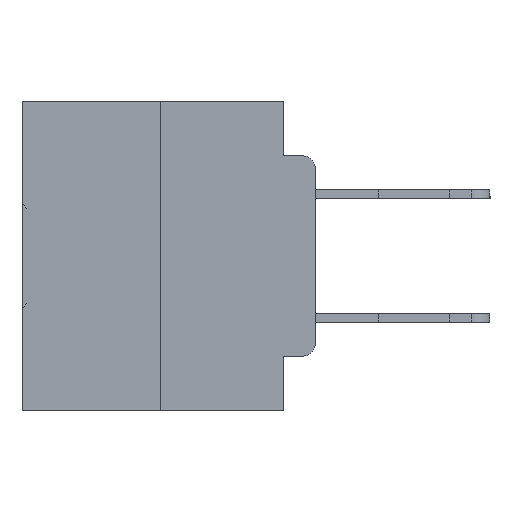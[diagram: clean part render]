
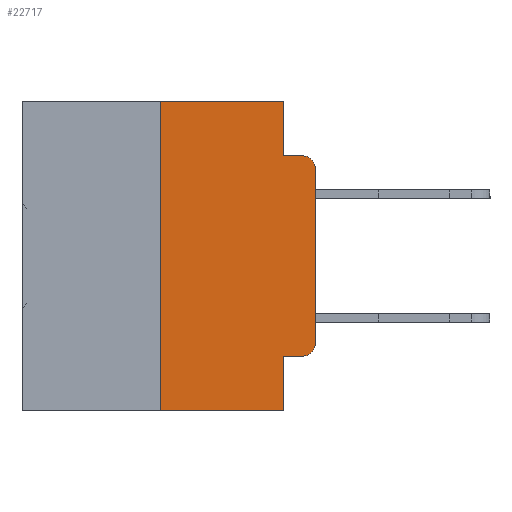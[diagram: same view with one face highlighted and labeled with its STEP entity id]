
A CAD part, left-side view. The second image highlights one B-rep face of the part: STEP entity #22717.
In plain terms, the highlighted planar face has unit normal (-1, 0, 0).
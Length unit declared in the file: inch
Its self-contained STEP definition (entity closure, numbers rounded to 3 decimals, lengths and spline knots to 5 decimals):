
#322 = LINE ( 'NONE', #27699, #20997 ) ;
#1080 = DIRECTION ( 'NONE',  ( 0., 0., -1. ) ) ;
#1128 = DIRECTION ( 'NONE',  ( -1., 0., 0. ) ) ;
#1266 = CARTESIAN_POINT ( 'NONE',  ( 0., 0.02, -0.3915 ) ) ;
#1452 = CARTESIAN_POINT ( 'NONE',  ( 0., 0.02, -0.1085 ) ) ;
#1598 = VECTOR ( 'NONE', #2074, 39.37008 ) ;
#2074 = DIRECTION ( 'NONE',  ( 0., -1., 0. ) ) ;
#2180 = VERTEX_POINT ( 'NONE', #20500 ) ;
#2414 = VERTEX_POINT ( 'NONE', #9521 ) ;
#2969 = AXIS2_PLACEMENT_3D ( 'NONE', #1452, #20307, #4225 ) ;
#3139 = EDGE_CURVE ( 'NONE', #20600, #15931, #6370, .T. ) ;
#3202 = CARTESIAN_POINT ( 'NONE',  ( 0., 0.02, -0.4115 ) ) ;
#4213 = EDGE_CURVE ( 'NONE', #16163, #5027, #9242, .T. ) ;
#4225 = DIRECTION ( 'NONE',  ( 0., 0., -1. ) ) ;
#4351 = VECTOR ( 'NONE', #8557, 39.37008 ) ;
#5027 = VERTEX_POINT ( 'NONE', #33634 ) ;
#5156 = ORIENTED_EDGE ( 'NONE', *, *, #25483, .T. ) ;
#5181 = CARTESIAN_POINT ( 'NONE',  ( 0., 0.051, 0. ) ) ;
#5857 = CARTESIAN_POINT ( 'NONE',  ( 0., 0.051, 0. ) ) ;
#6052 = ORIENTED_EDGE ( 'NONE', *, *, #31072, .T. ) ;
#6314 = DIRECTION ( 'NONE',  ( 1., 0., 0. ) ) ;
#6370 = LINE ( 'NONE', #27679, #18956 ) ;
#7027 = LINE ( 'NONE', #10198, #20406 ) ;
#7294 = CARTESIAN_POINT ( 'NONE',  ( 0., 0., -0.1085 ) ) ;
#7430 = VECTOR ( 'NONE', #33688, 39.37008 ) ;
#7537 = CARTESIAN_POINT ( 'NONE',  ( 0., 0.051, 0. ) ) ;
#8250 = LINE ( 'NONE', #17883, #7430 ) ;
#8546 = VECTOR ( 'NONE', #10523, 39.37008 ) ;
#8557 = DIRECTION ( 'NONE',  ( 0., 0., -1. ) ) ;
#8854 = LINE ( 'NONE', #31433, #1598 ) ;
#8908 = PLANE ( 'NONE',  #29922 ) ;
#8983 = ORIENTED_EDGE ( 'NONE', *, *, #15780, .T. ) ;
#9242 = CIRCLE ( 'NONE', #13320, 0.02 ) ;
#9521 = CARTESIAN_POINT ( 'NONE',  ( 0., 0.051, -0.5 ) ) ;
#10106 = VERTEX_POINT ( 'NONE', #34496 ) ;
#10163 = LINE ( 'NONE', #7537, #29720 ) ;
#10198 = CARTESIAN_POINT ( 'NONE',  ( 0., 0.25, 0. ) ) ;
#10523 = DIRECTION ( 'NONE',  ( 0., -1., 0. ) ) ;
#11101 = CARTESIAN_POINT ( 'NONE',  ( 0., 0.02, -0.0885 ) ) ;
#12900 = DIRECTION ( 'NONE',  ( 0., 0., 1. ) ) ;
#13320 = AXIS2_PLACEMENT_3D ( 'NONE', #1266, #1128, #1080 ) ;
#13600 = VERTEX_POINT ( 'NONE', #11101 ) ;
#14459 = FACE_OUTER_BOUND ( 'NONE', #21454, .T. ) ;
#14880 = ORIENTED_EDGE ( 'NONE', *, *, #4213, .T. ) ;
#15780 = EDGE_CURVE ( 'NONE', #33703, #2414, #8250, .T. ) ;
#15931 = VERTEX_POINT ( 'NONE', #5181 ) ;
#16163 = VERTEX_POINT ( 'NONE', #3202 ) ;
#16643 = EDGE_CURVE ( 'NONE', #10106, #13600, #24379, .T. ) ;
#17089 = DIRECTION ( 'NONE',  ( 0., 0., 1. ) ) ;
#17283 = CARTESIAN_POINT ( 'NONE',  ( 0., 0.25, -0.5 ) ) ;
#17883 = CARTESIAN_POINT ( 'NONE',  ( 0., 0.473, -0.5 ) ) ;
#18956 = VECTOR ( 'NONE', #29182, 39.37008 ) ;
#20195 = EDGE_CURVE ( 'NONE', #29697, #13600, #31679, .T. ) ;
#20307 = DIRECTION ( 'NONE',  ( -1., 0., 0. ) ) ;
#20406 = VECTOR ( 'NONE', #12900, 39.37008 ) ;
#20500 = CARTESIAN_POINT ( 'NONE',  ( 0., 0.051, -0.4115 ) ) ;
#20600 = VERTEX_POINT ( 'NONE', #30009 ) ;
#20690 = ORIENTED_EDGE ( 'NONE', *, *, #3139, .F. ) ;
#20997 = VECTOR ( 'NONE', #17089, 39.37008 ) ;
#21454 = EDGE_LOOP ( 'NONE', ( #5156, #21882, #24369, #26034, #20690, #22324, #8983, #24787, #6052, #14880 ) ) ;
#21882 = ORIENTED_EDGE ( 'NONE', *, *, #20195, .T. ) ;
#22315 = CARTESIAN_POINT ( 'NONE',  ( 0., 0.473, 0. ) ) ;
#22324 = ORIENTED_EDGE ( 'NONE', *, *, #27917, .F. ) ;
#22615 = EDGE_CURVE ( 'NONE', #2180, #2414, #25657, .T. ) ;
#22717 = ADVANCED_FACE ( 'NONE', ( #14459 ), #8908, .F. ) ;
#24369 = ORIENTED_EDGE ( 'NONE', *, *, #16643, .F. ) ;
#24379 = LINE ( 'NONE', #31792, #8546 ) ;
#24787 = ORIENTED_EDGE ( 'NONE', *, *, #22615, .F. ) ;
#24944 = DIRECTION ( 'NONE',  ( 0., 0., -1. ) ) ;
#25483 = EDGE_CURVE ( 'NONE', #5027, #29697, #322, .T. ) ;
#25657 = LINE ( 'NONE', #5857, #4351 ) ;
#26034 = ORIENTED_EDGE ( 'NONE', *, *, #29742, .F. ) ;
#27679 = CARTESIAN_POINT ( 'NONE',  ( 0., 0.473, 0. ) ) ;
#27699 = CARTESIAN_POINT ( 'NONE',  ( 0., 0., 0. ) ) ;
#27917 = EDGE_CURVE ( 'NONE', #33703, #20600, #7027, .T. ) ;
#29182 = DIRECTION ( 'NONE',  ( 0., -1., 0. ) ) ;
#29697 = VERTEX_POINT ( 'NONE', #7294 ) ;
#29720 = VECTOR ( 'NONE', #33990, 39.37008 ) ;
#29742 = EDGE_CURVE ( 'NONE', #15931, #10106, #10163, .T. ) ;
#29922 = AXIS2_PLACEMENT_3D ( 'NONE', #22315, #6314, #24944 ) ;
#30009 = CARTESIAN_POINT ( 'NONE',  ( 0., 0.25, 0. ) ) ;
#31072 = EDGE_CURVE ( 'NONE', #2180, #16163, #8854, .T. ) ;
#31433 = CARTESIAN_POINT ( 'NONE',  ( 0., 0.051, -0.4115 ) ) ;
#31679 = CIRCLE ( 'NONE', #2969, 0.02 ) ;
#31792 = CARTESIAN_POINT ( 'NONE',  ( 0., 0.051, -0.0885 ) ) ;
#33634 = CARTESIAN_POINT ( 'NONE',  ( 0., 0., -0.3915 ) ) ;
#33688 = DIRECTION ( 'NONE',  ( 0., -1., 0. ) ) ;
#33703 = VERTEX_POINT ( 'NONE', #17283 ) ;
#33990 = DIRECTION ( 'NONE',  ( 0., 0., -1. ) ) ;
#34496 = CARTESIAN_POINT ( 'NONE',  ( 0., 0.051, -0.0885 ) ) ;
